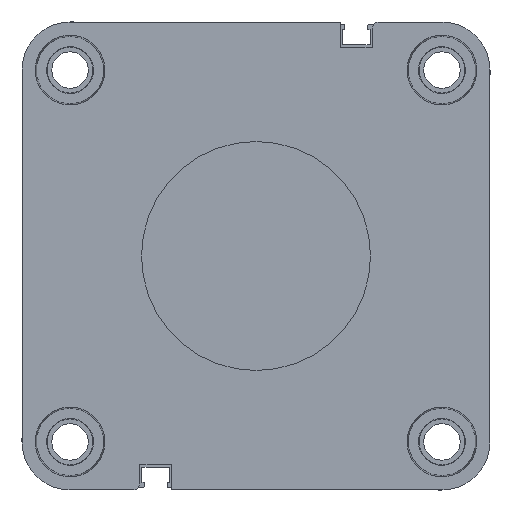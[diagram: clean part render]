
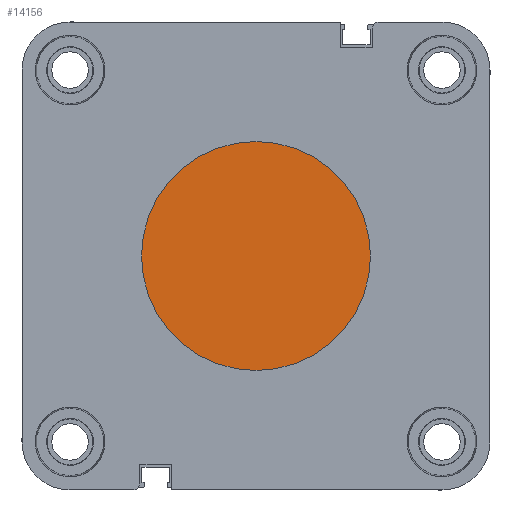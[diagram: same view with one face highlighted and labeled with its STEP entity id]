
A CAD part, left-side view. The second image highlights one B-rep face of the part: STEP entity #14156.
In plain terms, the highlighted planar face has unit normal (-1, 0, 0).
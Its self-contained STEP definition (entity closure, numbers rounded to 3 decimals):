
#141 = EDGE_CURVE ( 'NONE', #8715, #6571, #4815, .T. ) ;
#2124 = CIRCLE ( 'NONE', #5603, 27.4 ) ;
#2491 = DIRECTION ( 'NONE',  ( -1., 0., 0. ) ) ;
#2776 = CARTESIAN_POINT ( 'NONE',  ( 0., 0., 0. ) ) ;
#2934 = DIRECTION ( 'NONE',  ( -1., 0., 0. ) ) ;
#3628 = CARTESIAN_POINT ( 'NONE',  ( 0., 0., 0. ) ) ;
#3957 = DIRECTION ( 'NONE',  ( 0., 0., 1. ) ) ;
#3967 = DIRECTION ( 'NONE',  ( 0., 0., 1. ) ) ;
#4219 = DIRECTION ( 'NONE',  ( 0., 0., 1. ) ) ;
#4815 = CIRCLE ( 'NONE', #5051, 27.4 ) ;
#5051 = AXIS2_PLACEMENT_3D ( 'NONE', #9900, #2934, #3967 ) ;
#5535 = EDGE_LOOP ( 'NONE', ( #11177, #10930 ) ) ;
#5603 = AXIS2_PLACEMENT_3D ( 'NONE', #3628, #2491, #4219 ) ;
#6292 = EDGE_CURVE ( 'NONE', #6571, #8715, #2124, .T. ) ;
#6571 = VERTEX_POINT ( 'NONE', #9808 ) ;
#8715 = VERTEX_POINT ( 'NONE', #10740 ) ;
#9597 = PLANE ( 'NONE',  #12700 ) ;
#9808 = CARTESIAN_POINT ( 'NONE',  ( 0., 0., -27.4 ) ) ;
#9900 = CARTESIAN_POINT ( 'NONE',  ( 0., 0., 0. ) ) ;
#10227 = FACE_OUTER_BOUND ( 'NONE', #5535, .T. ) ;
#10740 = CARTESIAN_POINT ( 'NONE',  ( 0., 0., 27.4 ) ) ;
#10930 = ORIENTED_EDGE ( 'NONE', *, *, #6292, .T. ) ;
#11177 = ORIENTED_EDGE ( 'NONE', *, *, #141, .T. ) ;
#11964 = DIRECTION ( 'NONE',  ( -1., 0., 0. ) ) ;
#12700 = AXIS2_PLACEMENT_3D ( 'NONE', #2776, #11964, #3957 ) ;
#14156 = ADVANCED_FACE ( 'NONE', ( #10227 ), #9597, .T. ) ;
